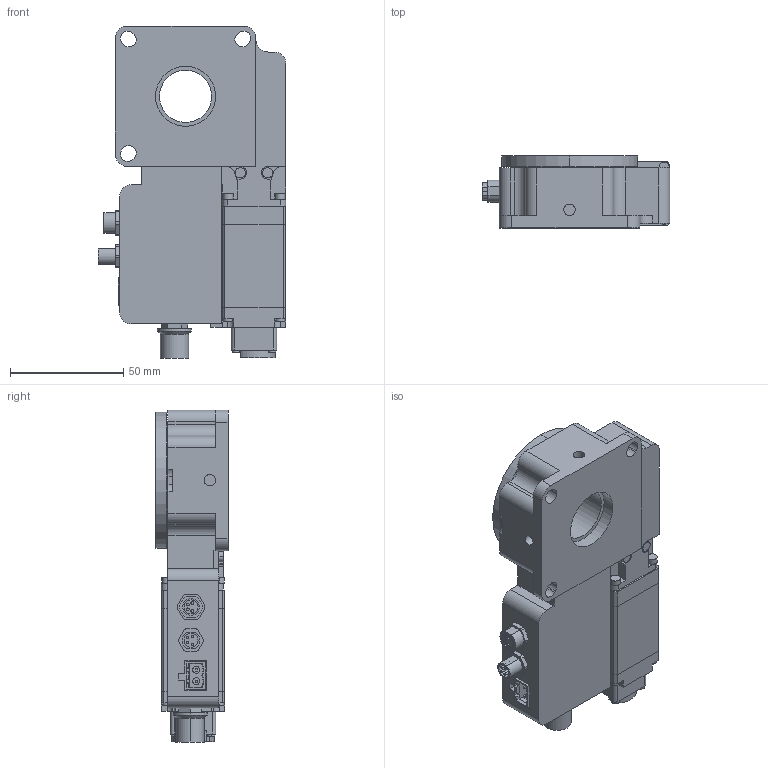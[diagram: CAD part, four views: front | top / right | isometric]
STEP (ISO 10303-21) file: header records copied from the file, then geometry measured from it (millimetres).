
FILE_DESCRIPTION (( 'STEP AP203' ), '1' );
FILE_NAME ('X-RSW60x-E03.step', '2023-05-17T23:19:52', ( '' ), ( '' ), 'SwSTEP 2.0', 'SolidWorks 2019', '' );
FILE_SCHEMA (( 'CONFIG_CONTROL_DESIGN' ));
Length unit declared in the file: millimetre
Products named in the file (4): RSW60_top^RSW60_RSW60; X-RSW60x-E03; RSW60_base^RSW60_X-RSW60; NMS11_motor^RSW60_NMS11-E03
Assembly tree (3 placements, depth 2):
  X-RSW60x-E03
    RSW60_base^RSW60_X-RSW60
    NMS11_motor^RSW60_NMS11-E03
    RSW60_top^RSW60_RSW60
Bounding box: 82.66 x 31.75 x 146.4 mm (x, y, z)
Volume: 235009.2 mm3; surface area: 56571.3 mm2
Topology: 25 solids, 25 shells, 503 faces, 1193 edges, 790 vertices
Faces by surface type: plane 294, cylinder 205, cone 4
Entity records: 14999 total; most frequent: DIRECTION 2621, CARTESIAN_POINT 2504, ORIENTED_EDGE 2386, EDGE_CURVE 1193, AXIS2_PLACEMENT_3D 923, VERTEX_POINT 790, LINE 775, VECTOR 775
